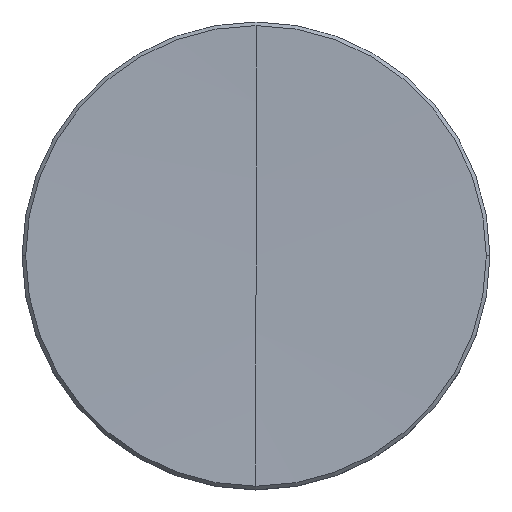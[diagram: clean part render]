
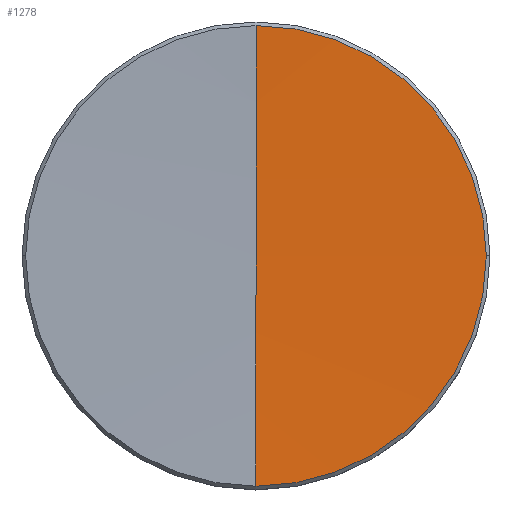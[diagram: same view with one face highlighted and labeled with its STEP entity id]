
A CAD part, top view. The second image highlights one B-rep face of the part: STEP entity #1278.
In plain terms, the highlighted spherical face has radius 500 mm.
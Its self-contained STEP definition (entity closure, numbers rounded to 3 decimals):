
#15 = CARTESIAN_POINT ( 'NONE',  ( 7.585, 17.155, 21.087 ) ) ;
#248 = DIRECTION ( 'NONE',  ( -1., 0., 0. ) ) ;
#294 = SPHERICAL_SURFACE ( 'NONE', #2657, 500. ) ;
#510 = DIRECTION ( 'NONE',  ( 0., 0., 1. ) ) ;
#648 = DIRECTION ( 'NONE',  ( 0., 1., 0. ) ) ;
#719 = EDGE_CURVE ( 'NONE', #2140, #3987, #1431, .T. ) ;
#835 = VERTEX_POINT ( 'NONE', #917 ) ;
#917 = CARTESIAN_POINT ( 'NONE',  ( 20.09, 17.155, 21.087 ) ) ;
#960 = DIRECTION ( 'NONE',  ( 0., 0., 1. ) ) ;
#976 = AXIS2_PLACEMENT_3D ( 'NONE', #15, #960, #3188 ) ;
#1033 = ORIENTED_EDGE ( 'NONE', *, *, #3232, .T. ) ;
#1088 = ORIENTED_EDGE ( 'NONE', *, *, #1827, .F. ) ;
#1161 = EDGE_LOOP ( 'NONE', ( #1088, #2798, #1033, #2068 ) ) ;
#1211 = DIRECTION ( 'NONE',  ( -1., 0., 0. ) ) ;
#1227 = AXIS2_PLACEMENT_3D ( 'NONE', #1236, #1211, #3511 ) ;
#1236 = CARTESIAN_POINT ( 'NONE',  ( 7.585, 17.155, 520.931 ) ) ;
#1278 = ADVANCED_FACE ( 'NONE', ( #2192 ), #294, .F. ) ;
#1431 = CIRCLE ( 'NONE', #1227, 500. ) ;
#1439 = DIRECTION ( 'NONE',  ( 1., 0., 0. ) ) ;
#1522 = CIRCLE ( 'NONE', #4060, 12.505 ) ;
#1587 = CARTESIAN_POINT ( 'NONE',  ( 7.585, 17.155, 20.931 ) ) ;
#1827 = EDGE_CURVE ( 'NONE', #2140, #3540, #2492, .T. ) ;
#1847 = DIRECTION ( 'NONE',  ( 1., 0., 0. ) ) ;
#2026 = EDGE_CURVE ( 'NONE', #835, #3540, #3541, .T. ) ;
#2068 = ORIENTED_EDGE ( 'NONE', *, *, #2026, .T. ) ;
#2134 = DIRECTION ( 'NONE',  ( 0., 0., -1. ) ) ;
#2140 = VERTEX_POINT ( 'NONE', #1587 ) ;
#2154 = CARTESIAN_POINT ( 'NONE',  ( 7.585, 17.155, 520.931 ) ) ;
#2192 = FACE_OUTER_BOUND ( 'NONE', #1161, .T. ) ;
#2484 = CARTESIAN_POINT ( 'NONE',  ( 7.585, 4.65, 21.087 ) ) ;
#2492 = CIRCLE ( 'NONE', #3647, 500. ) ;
#2657 = AXIS2_PLACEMENT_3D ( 'NONE', #3367, #248, #648 ) ;
#2798 = ORIENTED_EDGE ( 'NONE', *, *, #719, .T. ) ;
#2864 = CARTESIAN_POINT ( 'NONE',  ( 7.585, 29.66, 21.087 ) ) ;
#3188 = DIRECTION ( 'NONE',  ( 1., 0., 0. ) ) ;
#3232 = EDGE_CURVE ( 'NONE', #3987, #835, #1522, .T. ) ;
#3367 = CARTESIAN_POINT ( 'NONE',  ( 7.585, 17.155, 520.931 ) ) ;
#3511 = DIRECTION ( 'NONE',  ( 0., -1., 0. ) ) ;
#3540 = VERTEX_POINT ( 'NONE', #2864 ) ;
#3541 = CIRCLE ( 'NONE', #976, 12.505 ) ;
#3647 = AXIS2_PLACEMENT_3D ( 'NONE', #2154, #1847, #2134 ) ;
#3675 = CARTESIAN_POINT ( 'NONE',  ( 7.585, 17.155, 21.087 ) ) ;
#3987 = VERTEX_POINT ( 'NONE', #2484 ) ;
#4060 = AXIS2_PLACEMENT_3D ( 'NONE', #3675, #510, #1439 ) ;
